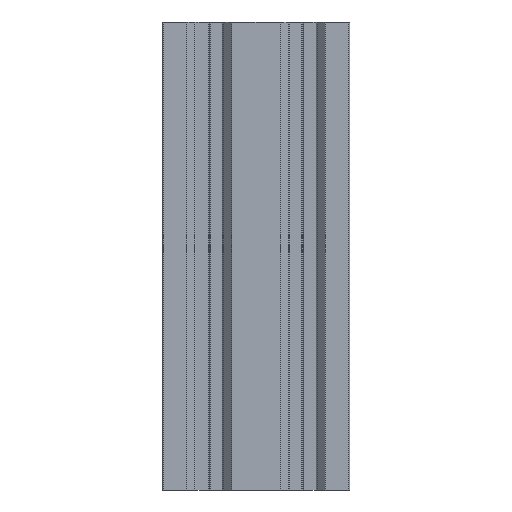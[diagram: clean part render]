
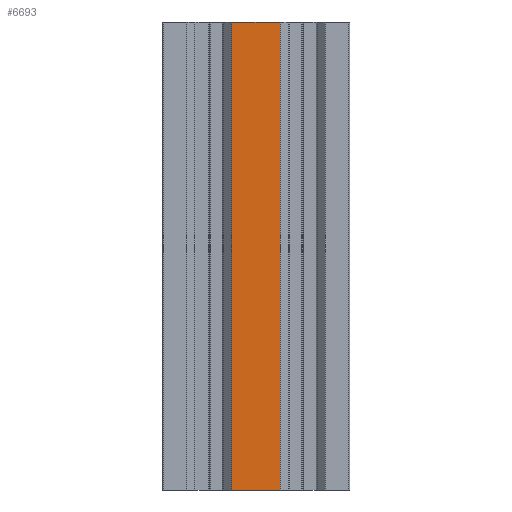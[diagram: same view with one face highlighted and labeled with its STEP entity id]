
A CAD part, front view. The second image highlights one B-rep face of the part: STEP entity #6693.
In plain terms, the highlighted planar face has unit normal (0, -1, 0).
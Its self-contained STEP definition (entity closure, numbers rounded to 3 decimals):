
#47 = PLANE('',#48);
#48 = AXIS2_PLACEMENT_3D('',#49,#50,#51);
#49 = CARTESIAN_POINT('',(10.,0.,0.));
#50 = DIRECTION('',(-0.,-0.,-1.));
#51 = DIRECTION('',(-1.,0.,0.));
#1810 = VERTEX_POINT('',#1811);
#1811 = CARTESIAN_POINT('',(15.2,-10.,0.));
#1825 = PLANE('',#1826);
#1826 = AXIS2_PLACEMENT_3D('',#1827,#1828,#1829);
#1827 = CARTESIAN_POINT('',(16.05,-9.15,0.));
#1828 = DIRECTION('',(-0.707,0.707,0.
    ));
#1829 = DIRECTION('',(0.,0.,-1.));
#1837 = EDGE_CURVE('',#1838,#1810,#1840,.T.);
#1838 = VERTEX_POINT('',#1839);
#1839 = CARTESIAN_POINT('',(4.8,-10.,0.));
#1840 = SURFACE_CURVE('',#1841,(#1845,#1852),.PCURVE_S1.);
#1841 = LINE('',#1842,#1843);
#1842 = CARTESIAN_POINT('',(3.1,-10.,0.));
#1843 = VECTOR('',#1844,1.);
#1844 = DIRECTION('',(1.,0.,0.));
#1845 = PCURVE('',#47,#1846);
#1846 = DEFINITIONAL_REPRESENTATION('',(#1847),#1851);
#1847 = LINE('',#1848,#1849);
#1848 = CARTESIAN_POINT('',(6.9,-10.));
#1849 = VECTOR('',#1850,1.);
#1850 = DIRECTION('',(-1.,0.));
#1851 = ( GEOMETRIC_REPRESENTATION_CONTEXT(2) 
PARAMETRIC_REPRESENTATION_CONTEXT() REPRESENTATION_CONTEXT('2D SPACE',''
  ) );
#1852 = PCURVE('',#1853,#1858);
#1853 = PLANE('',#1854);
#1854 = AXIS2_PLACEMENT_3D('',#1855,#1856,#1857);
#1855 = CARTESIAN_POINT('',(3.1,-10.,0.));
#1856 = DIRECTION('',(0.,1.,0.));
#1857 = DIRECTION('',(1.,0.,0.));
#1858 = DEFINITIONAL_REPRESENTATION('',(#1859),#1863);
#1859 = LINE('',#1860,#1861);
#1860 = CARTESIAN_POINT('',(0.,0.));
#1861 = VECTOR('',#1862,1.);
#1862 = DIRECTION('',(1.,0.));
#1863 = ( GEOMETRIC_REPRESENTATION_CONTEXT(2) 
PARAMETRIC_REPRESENTATION_CONTEXT() REPRESENTATION_CONTEXT('2D SPACE',''
  ) );
#1881 = PLANE('',#1882);
#1882 = AXIS2_PLACEMENT_3D('',#1883,#1884,#1885);
#1883 = CARTESIAN_POINT('',(3.95,-9.15,0.));
#1884 = DIRECTION('',(-0.707,-0.707,0.
    ));
#1885 = DIRECTION('',(0.,0.,1.));
#3416 = PLANE('',#3417);
#3417 = AXIS2_PLACEMENT_3D('',#3418,#3419,#3420);
#3418 = CARTESIAN_POINT('',(10.,0.,100.));
#3419 = DIRECTION('',(-0.,-0.,-1.));
#3420 = DIRECTION('',(-1.,0.,0.));
#6600 = EDGE_CURVE('',#1838,#6601,#6603,.T.);
#6601 = VERTEX_POINT('',#6602);
#6602 = CARTESIAN_POINT('',(4.8,-10.,100.));
#6603 = SURFACE_CURVE('',#6604,(#6608,#6615),.PCURVE_S1.);
#6604 = LINE('',#6605,#6606);
#6605 = CARTESIAN_POINT('',(4.8,-10.,0.));
#6606 = VECTOR('',#6607,1.);
#6607 = DIRECTION('',(0.,0.,1.));
#6608 = PCURVE('',#1881,#6609);
#6609 = DEFINITIONAL_REPRESENTATION('',(#6610),#6614);
#6610 = LINE('',#6611,#6612);
#6611 = CARTESIAN_POINT('',(0.,-1.202));
#6612 = VECTOR('',#6613,1.);
#6613 = DIRECTION('',(1.,0.));
#6614 = ( GEOMETRIC_REPRESENTATION_CONTEXT(2) 
PARAMETRIC_REPRESENTATION_CONTEXT() REPRESENTATION_CONTEXT('2D SPACE',''
  ) );
#6615 = PCURVE('',#1853,#6616);
#6616 = DEFINITIONAL_REPRESENTATION('',(#6617),#6621);
#6617 = LINE('',#6618,#6619);
#6618 = CARTESIAN_POINT('',(1.7,0.));
#6619 = VECTOR('',#6620,1.);
#6620 = DIRECTION('',(0.,-1.));
#6621 = ( GEOMETRIC_REPRESENTATION_CONTEXT(2) 
PARAMETRIC_REPRESENTATION_CONTEXT() REPRESENTATION_CONTEXT('2D SPACE',''
  ) );
#6693 = ADVANCED_FACE('',(#6694),#1853,.F.);
#6694 = FACE_BOUND('',#6695,.F.);
#6695 = EDGE_LOOP('',(#6696,#6697,#6698,#6721));
#6696 = ORIENTED_EDGE('',*,*,#1837,.F.);
#6697 = ORIENTED_EDGE('',*,*,#6600,.T.);
#6698 = ORIENTED_EDGE('',*,*,#6699,.T.);
#6699 = EDGE_CURVE('',#6601,#6700,#6702,.T.);
#6700 = VERTEX_POINT('',#6701);
#6701 = CARTESIAN_POINT('',(15.2,-10.,100.));
#6702 = SURFACE_CURVE('',#6703,(#6707,#6714),.PCURVE_S1.);
#6703 = LINE('',#6704,#6705);
#6704 = CARTESIAN_POINT('',(3.1,-10.,100.));
#6705 = VECTOR('',#6706,1.);
#6706 = DIRECTION('',(1.,0.,0.));
#6707 = PCURVE('',#1853,#6708);
#6708 = DEFINITIONAL_REPRESENTATION('',(#6709),#6713);
#6709 = LINE('',#6710,#6711);
#6710 = CARTESIAN_POINT('',(0.,-100.));
#6711 = VECTOR('',#6712,1.);
#6712 = DIRECTION('',(1.,0.));
#6713 = ( GEOMETRIC_REPRESENTATION_CONTEXT(2) 
PARAMETRIC_REPRESENTATION_CONTEXT() REPRESENTATION_CONTEXT('2D SPACE',''
  ) );
#6714 = PCURVE('',#3416,#6715);
#6715 = DEFINITIONAL_REPRESENTATION('',(#6716),#6720);
#6716 = LINE('',#6717,#6718);
#6717 = CARTESIAN_POINT('',(6.9,-10.));
#6718 = VECTOR('',#6719,1.);
#6719 = DIRECTION('',(-1.,0.));
#6720 = ( GEOMETRIC_REPRESENTATION_CONTEXT(2) 
PARAMETRIC_REPRESENTATION_CONTEXT() REPRESENTATION_CONTEXT('2D SPACE',''
  ) );
#6721 = ORIENTED_EDGE('',*,*,#6722,.F.);
#6722 = EDGE_CURVE('',#1810,#6700,#6723,.T.);
#6723 = SURFACE_CURVE('',#6724,(#6728,#6735),.PCURVE_S1.);
#6724 = LINE('',#6725,#6726);
#6725 = CARTESIAN_POINT('',(15.2,-10.,0.));
#6726 = VECTOR('',#6727,1.);
#6727 = DIRECTION('',(0.,0.,1.));
#6728 = PCURVE('',#1853,#6729);
#6729 = DEFINITIONAL_REPRESENTATION('',(#6730),#6734);
#6730 = LINE('',#6731,#6732);
#6731 = CARTESIAN_POINT('',(12.1,0.));
#6732 = VECTOR('',#6733,1.);
#6733 = DIRECTION('',(0.,-1.));
#6734 = ( GEOMETRIC_REPRESENTATION_CONTEXT(2) 
PARAMETRIC_REPRESENTATION_CONTEXT() REPRESENTATION_CONTEXT('2D SPACE',''
  ) );
#6735 = PCURVE('',#1825,#6736);
#6736 = DEFINITIONAL_REPRESENTATION('',(#6737),#6741);
#6737 = LINE('',#6738,#6739);
#6738 = CARTESIAN_POINT('',(0.,1.202));
#6739 = VECTOR('',#6740,1.);
#6740 = DIRECTION('',(-1.,0.));
#6741 = ( GEOMETRIC_REPRESENTATION_CONTEXT(2) 
PARAMETRIC_REPRESENTATION_CONTEXT() REPRESENTATION_CONTEXT('2D SPACE',''
  ) );
